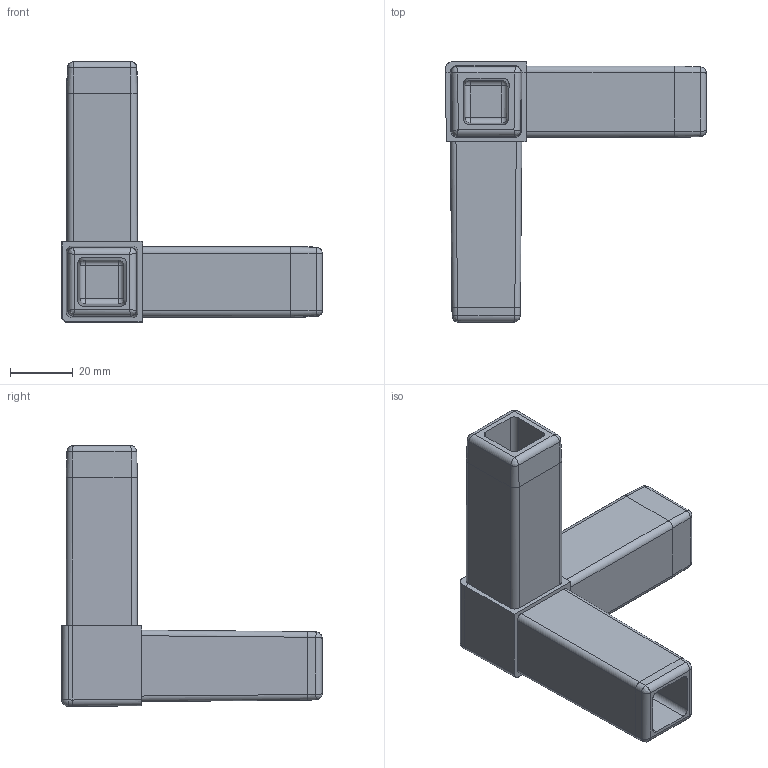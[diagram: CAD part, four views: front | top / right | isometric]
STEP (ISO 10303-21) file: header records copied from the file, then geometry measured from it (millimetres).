
FILE_DESCRIPTION(('STEP AP214'),'1');
FILE_NAME('100-308-C-EL.stp','2014-07-12T21:59:45',(' '),(' '),'Spatial InterOp 3D',' ',' ');
FILE_SCHEMA(('automotive_design'));
Length unit declared in the file: metre
Products named in the file (1): 1
Bounding box: 83 x 82.8 x 83 mm (x, y, z)
Volume: 63206.7 mm3; surface area: 28735.9 mm2
Topology: 1 solids, 1 shells, 141 faces, 338 edges, 186 vertices
Faces by surface type: cylinder 56, plane 52, bspline 20, sphere 13
Entity records: 7607 total; most frequent: CARTESIAN_POINT 3545, ORIENTED_EDGE 642, DIRECTION 544, EDGE_CURVE 321, AXIS2_PLACEMENT_3D 189, VERTEX_POINT 186, LINE 166, VECTOR 166
